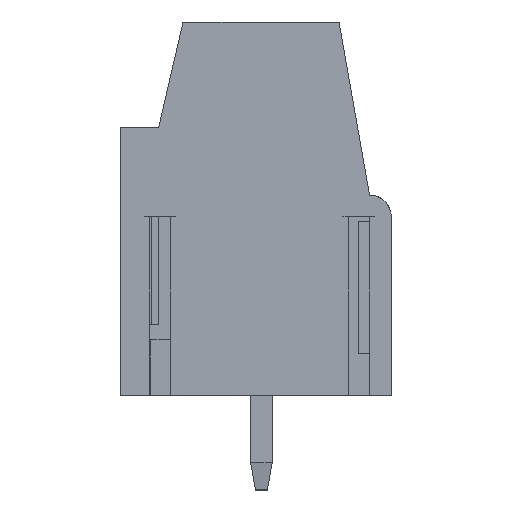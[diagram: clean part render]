
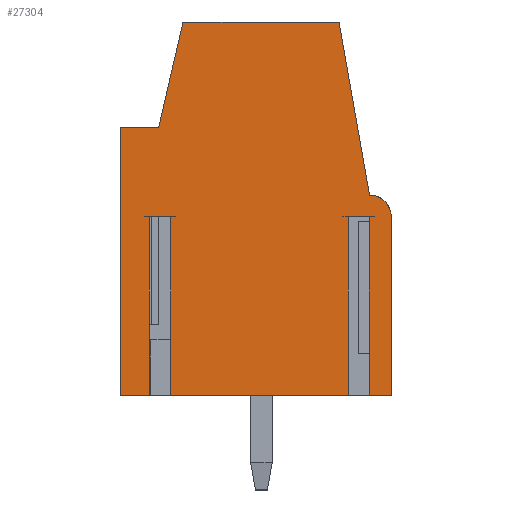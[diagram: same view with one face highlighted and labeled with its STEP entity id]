
A CAD part, left-side view. The second image highlights one B-rep face of the part: STEP entity #27304.
In plain terms, the highlighted planar face has unit normal (-1, 0, 0).
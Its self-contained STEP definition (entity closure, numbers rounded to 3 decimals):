
#27241=AXIS2_PLACEMENT_3D('Plane Axis2P3D',#27238,#27239,#27240) ;
#26216=CARTESIAN_POINT('Vertex',(0.,0.,3.5)) ;
#26219=CARTESIAN_POINT('Line Origine',(0.,0.405,3.5)) ;
#26223=CARTESIAN_POINT('Vertex',(0.,0.81,3.5)) ;
#26244=CARTESIAN_POINT('Vertex',(0.,1.59,3.5)) ;
#26247=CARTESIAN_POINT('Line Origine',(0.,4.875,3.5)) ;
#26251=CARTESIAN_POINT('Vertex',(0.,8.16,3.5)) ;
#26272=CARTESIAN_POINT('Vertex',(0.,8.94,3.5)) ;
#26275=CARTESIAN_POINT('Line Origine',(0.,9.47,3.5)) ;
#26279=CARTESIAN_POINT('Vertex',(0.,10.,3.5)) ;
#26723=CARTESIAN_POINT('Line Origine',(0.,10.,8.45)) ;
#26727=CARTESIAN_POINT('Vertex',(0.,10.,13.4)) ;
#26874=CARTESIAN_POINT('Vertex',(0.,8.6,13.4)) ;
#26877=CARTESIAN_POINT('Line Origine',(0.,8.15,15.35)) ;
#26881=CARTESIAN_POINT('Vertex',(0.,7.7,17.3)) ;
#26912=CARTESIAN_POINT('Line Origine',(0.,4.814,17.3)) ;
#26916=CARTESIAN_POINT('Vertex',(0.,1.928,17.3)) ;
#26979=CARTESIAN_POINT('Line Origine',(0.,1.364,14.1)) ;
#26983=CARTESIAN_POINT('Vertex',(0.,0.8,10.9)) ;
#27011=CARTESIAN_POINT('Control Point',(0.,0.,10.1)) ;
#27012=CARTESIAN_POINT('Control Point',(0.,0.,10.414)) ;
#27013=CARTESIAN_POINT('Control Point',(0.,0.168,10.732)) ;
#27014=CARTESIAN_POINT('Control Point',(0.,0.486,10.9)) ;
#27015=CARTESIAN_POINT('Control Point',(0.,0.8,10.9)) ;
#27016=CARTESIAN_POINT('Vertex',(0.,0.,10.1)) ;
#27045=CARTESIAN_POINT('Line Origine',(0.,0.,6.8)) ;
#27238=CARTESIAN_POINT('Axis2P3D Location',(0.,10.,0.3)) ;
#27243=CARTESIAN_POINT('Line Origine',(0.,1.59,6.8)) ;
#27247=CARTESIAN_POINT('Vertex',(0.,1.59,10.1)) ;
#27250=CARTESIAN_POINT('Line Origine',(0.,1.2,10.1)) ;
#27254=CARTESIAN_POINT('Vertex',(0.,0.81,10.1)) ;
#27257=CARTESIAN_POINT('Line Origine',(0.,0.81,6.8)) ;
#27262=CARTESIAN_POINT('Line Origine',(0.,9.3,13.4)) ;
#27267=CARTESIAN_POINT('Line Origine',(0.,8.94,6.8)) ;
#27271=CARTESIAN_POINT('Vertex',(0.,8.94,10.1)) ;
#27274=CARTESIAN_POINT('Line Origine',(0.,8.55,10.1)) ;
#27278=CARTESIAN_POINT('Vertex',(0.,8.16,10.1)) ;
#27281=CARTESIAN_POINT('Line Origine',(0.,8.16,6.8)) ;
#26220=DIRECTION('Vector Direction',(0.,-1.,0.)) ;
#26248=DIRECTION('Vector Direction',(0.,-1.,0.)) ;
#26276=DIRECTION('Vector Direction',(0.,-1.,0.)) ;
#26724=DIRECTION('Vector Direction',(0.,0.,-1.)) ;
#26878=DIRECTION('Vector Direction',(0.,0.225,-0.974)) ;
#26913=DIRECTION('Vector Direction',(0.,1.,0.)) ;
#26980=DIRECTION('Vector Direction',(0.,0.174,0.985)) ;
#27046=DIRECTION('Vector Direction',(0.,0.,1.)) ;
#27239=DIRECTION('Axis2P3D Direction',(-1.,0.,0.)) ;
#27240=DIRECTION('Axis2P3D XDirection',(0.,1.,0.)) ;
#27244=DIRECTION('Vector Direction',(0.,0.,1.)) ;
#27251=DIRECTION('Vector Direction',(0.,1.,0.)) ;
#27258=DIRECTION('Vector Direction',(0.,0.,1.)) ;
#27263=DIRECTION('Vector Direction',(0.,1.,0.)) ;
#27268=DIRECTION('Vector Direction',(0.,0.,1.)) ;
#27275=DIRECTION('Vector Direction',(0.,1.,0.)) ;
#27282=DIRECTION('Vector Direction',(0.,0.,1.)) ;
#26221=VECTOR('Line Direction',#26220,1.) ;
#26249=VECTOR('Line Direction',#26248,1.) ;
#26277=VECTOR('Line Direction',#26276,1.) ;
#26725=VECTOR('Line Direction',#26724,1.) ;
#26879=VECTOR('Line Direction',#26878,1.) ;
#26914=VECTOR('Line Direction',#26913,1.) ;
#26981=VECTOR('Line Direction',#26980,1.) ;
#27047=VECTOR('Line Direction',#27046,1.) ;
#27245=VECTOR('Line Direction',#27244,1.) ;
#27252=VECTOR('Line Direction',#27251,1.) ;
#27259=VECTOR('Line Direction',#27258,1.) ;
#27264=VECTOR('Line Direction',#27263,1.) ;
#27269=VECTOR('Line Direction',#27268,1.) ;
#27276=VECTOR('Line Direction',#27275,1.) ;
#27283=VECTOR('Line Direction',#27282,1.) ;
#27287=ORIENTED_EDGE('',*,*,#26253,.T.) ;
#27288=ORIENTED_EDGE('',*,*,#27249,.T.) ;
#27289=ORIENTED_EDGE('',*,*,#27256,.F.) ;
#27290=ORIENTED_EDGE('',*,*,#27261,.F.) ;
#27291=ORIENTED_EDGE('',*,*,#26225,.T.) ;
#27292=ORIENTED_EDGE('',*,*,#27049,.T.) ;
#27293=ORIENTED_EDGE('',*,*,#27018,.T.) ;
#27294=ORIENTED_EDGE('',*,*,#26985,.T.) ;
#27295=ORIENTED_EDGE('',*,*,#26918,.T.) ;
#27296=ORIENTED_EDGE('',*,*,#26883,.T.) ;
#27297=ORIENTED_EDGE('',*,*,#27266,.T.) ;
#27298=ORIENTED_EDGE('',*,*,#26729,.T.) ;
#27299=ORIENTED_EDGE('',*,*,#26281,.T.) ;
#27300=ORIENTED_EDGE('',*,*,#27273,.T.) ;
#27301=ORIENTED_EDGE('',*,*,#27280,.F.) ;
#27302=ORIENTED_EDGE('',*,*,#27285,.F.) ;
#27304=ADVANCED_FACE('HOUSING',(#27303),#27242,.T.) ;
#27010=B_SPLINE_CURVE_WITH_KNOTS('',4,(#27011,#27012,#27013,#27014,#27015),.UNSPECIFIED.,.F.,.U.,(5,5),(-0.628,0.628),.UNSPECIFIED.) ;
#26225=EDGE_CURVE('',#26224,#26217,#26222,.T.) ;
#26253=EDGE_CURVE('',#26252,#26245,#26250,.T.) ;
#26281=EDGE_CURVE('',#26280,#26273,#26278,.T.) ;
#26729=EDGE_CURVE('',#26728,#26280,#26726,.T.) ;
#26883=EDGE_CURVE('',#26882,#26875,#26880,.T.) ;
#26918=EDGE_CURVE('',#26917,#26882,#26915,.T.) ;
#26985=EDGE_CURVE('',#26984,#26917,#26982,.T.) ;
#27018=EDGE_CURVE('',#27017,#26984,#27010,.T.) ;
#27049=EDGE_CURVE('',#26217,#27017,#27048,.T.) ;
#27249=EDGE_CURVE('',#26245,#27248,#27246,.T.) ;
#27256=EDGE_CURVE('',#27255,#27248,#27253,.T.) ;
#27261=EDGE_CURVE('',#26224,#27255,#27260,.T.) ;
#27266=EDGE_CURVE('',#26875,#26728,#27265,.T.) ;
#27273=EDGE_CURVE('',#26273,#27272,#27270,.T.) ;
#27280=EDGE_CURVE('',#27279,#27272,#27277,.T.) ;
#27285=EDGE_CURVE('',#26252,#27279,#27284,.T.) ;
#27286=EDGE_LOOP('',(#27287,#27288,#27289,#27290,#27291,#27292,#27293,#27294,#27295,#27296,#27297,#27298,#27299,#27300,#27301,#27302)) ;
#27303=FACE_OUTER_BOUND('',#27286,.T.) ;
#26222=LINE('Line',#26219,#26221) ;
#26250=LINE('Line',#26247,#26249) ;
#26278=LINE('Line',#26275,#26277) ;
#26726=LINE('Line',#26723,#26725) ;
#26880=LINE('Line',#26877,#26879) ;
#26915=LINE('Line',#26912,#26914) ;
#26982=LINE('Line',#26979,#26981) ;
#27048=LINE('Line',#27045,#27047) ;
#27246=LINE('Line',#27243,#27245) ;
#27253=LINE('Line',#27250,#27252) ;
#27260=LINE('Line',#27257,#27259) ;
#27265=LINE('Line',#27262,#27264) ;
#27270=LINE('Line',#27267,#27269) ;
#27277=LINE('Line',#27274,#27276) ;
#27284=LINE('Line',#27281,#27283) ;
#27242=PLANE('',#27241) ;
#26217=VERTEX_POINT('',#26216) ;
#26224=VERTEX_POINT('',#26223) ;
#26245=VERTEX_POINT('',#26244) ;
#26252=VERTEX_POINT('',#26251) ;
#26273=VERTEX_POINT('',#26272) ;
#26280=VERTEX_POINT('',#26279) ;
#26728=VERTEX_POINT('',#26727) ;
#26875=VERTEX_POINT('',#26874) ;
#26882=VERTEX_POINT('',#26881) ;
#26917=VERTEX_POINT('',#26916) ;
#26984=VERTEX_POINT('',#26983) ;
#27017=VERTEX_POINT('',#27016) ;
#27248=VERTEX_POINT('',#27247) ;
#27255=VERTEX_POINT('',#27254) ;
#27272=VERTEX_POINT('',#27271) ;
#27279=VERTEX_POINT('',#27278) ;
